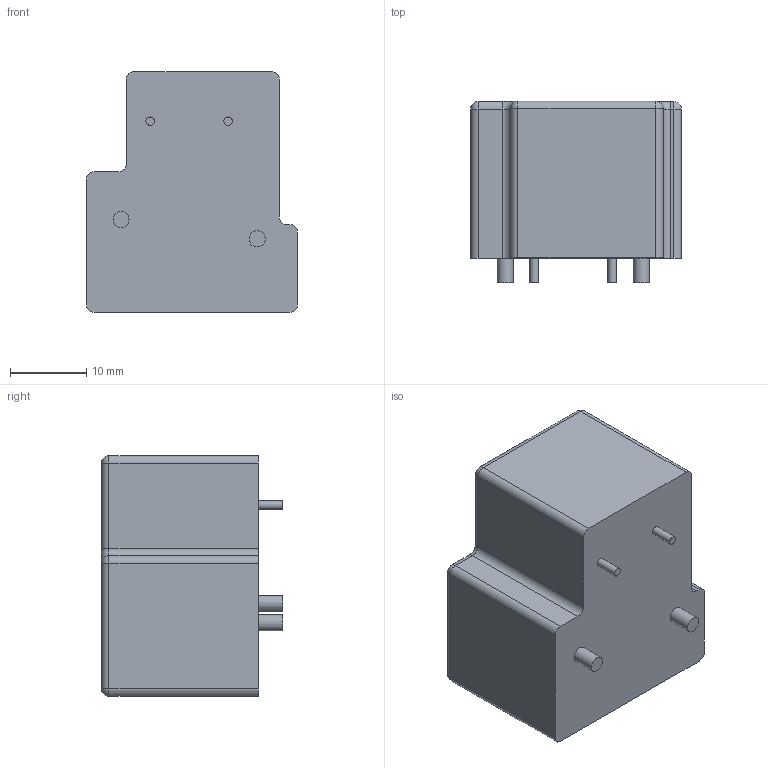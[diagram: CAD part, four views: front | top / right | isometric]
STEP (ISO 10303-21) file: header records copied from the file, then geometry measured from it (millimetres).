
FILE_DESCRIPTION(/* description */ (''),/* implementation_level */ '2;1');
FILE_NAME(/* name */ 'relay.step',/* time_stamp */ '2020-01-17T15:51:46+03:00',/* author */ (''),/* organization */ (''),/* preprocessor_version */ 'ST-DEVELOPER v18',/* originating_system */ 'Autodesk Translation Framework v8.12.0.6',/* authorisation */ '');
FILE_SCHEMA (('AUTOMOTIVE_DESIGN { 1 0 10303 214 3 1 1 }'));
Length unit declared in the file: millimetre
Products named in the file (2): relahy; Component1
Assembly tree (1 placements, depth 2):
  relahy
    Component1
Bounding box: 27.6 x 23.7 x 31.5 mm (x, y, z)
Volume: 15429.5 mm3; surface area: 3873.5 mm2
Topology: 1 solids, 1 shells, 42 faces, 86 edges, 50 vertices
Faces by surface type: cylinder 20, plane 14, sphere 6, torus 2
Full cylindrical faces by diameter (mm): 1.1 x2, 2.1 x2
Entity records: 1171 total; most frequent: DIRECTION 218, CARTESIAN_POINT 181, ORIENTED_EDGE 172, AXIS2_PLACEMENT_3D 87, EDGE_CURVE 86, VERTEX_POINT 50, EDGE_LOOP 46, LINE 44
